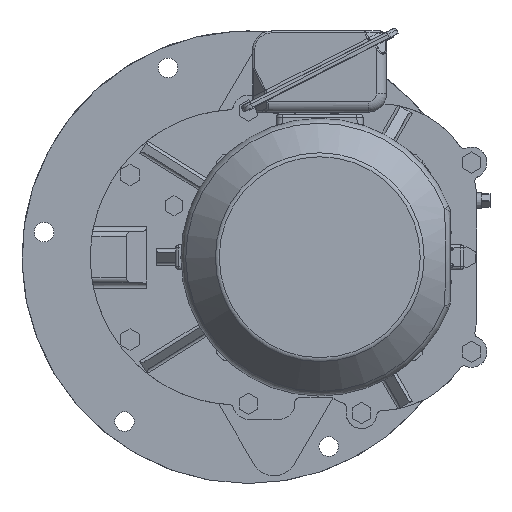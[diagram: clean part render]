
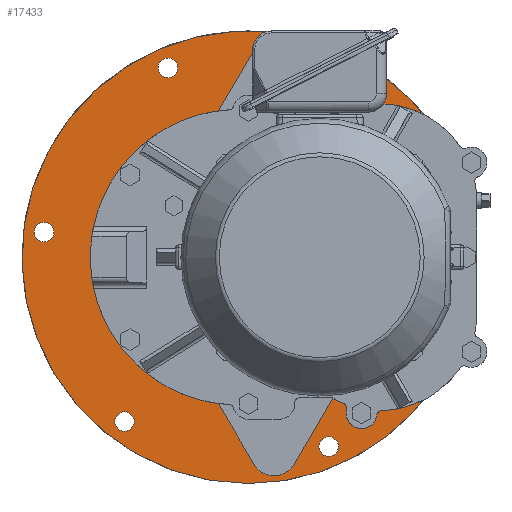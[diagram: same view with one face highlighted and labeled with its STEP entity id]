
A CAD part, left-side view. The second image highlights one B-rep face of the part: STEP entity #17433.
In plain terms, the highlighted planar face has unit normal (-1, 0, 0).
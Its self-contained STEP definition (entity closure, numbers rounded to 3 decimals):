
#3107 = CARTESIAN_POINT ( 'NONE',  ( -24., 198.509, 33.874 ) ) ;
#3741 = AXIS2_PLACEMENT_3D ( 'NONE', #93255, #55384, #110937 ) ;
#4703 = DIRECTION ( 'NONE',  ( 0., 0., 1. ) ) ;
#5169 = CARTESIAN_POINT ( 'NONE',  ( -24., 0., 139.5 ) ) ;
#5382 = CARTESIAN_POINT ( 'NONE',  ( -24., -127.93, 54.869 ) ) ;
#8879 = FACE_OUTER_BOUND ( 'NONE', #9594, .T. ) ;
#9486 = FACE_BOUND ( 'NONE', #32259, .T. ) ;
#9594 = EDGE_LOOP ( 'NONE', ( #91639, #90214, #70312, #65563, #20719, #100518, #33849, #82259 ) ) ;
#9741 = DIRECTION ( 'NONE',  ( 0., 0., -1. ) ) ;
#10177 = EDGE_CURVE ( 'NONE', #69610, #24038, #45981, .T. ) ;
#10480 = VERTEX_POINT ( 'NONE', #3107 ) ;
#10705 = PLANE ( 'NONE',  #33930 ) ;
#11303 = CARTESIAN_POINT ( 'NONE',  ( -24., 0., 0. ) ) ;
#11446 = EDGE_CURVE ( 'NONE', #63508, #63508, #54735, .T. ) ;
#14407 = CARTESIAN_POINT ( 'NONE',  ( -24., -78.146, -184.101 ) ) ;
#14990 = DIRECTION ( 'NONE',  ( 0., 0., 1. ) ) ;
#15510 = DIRECTION ( 'NONE',  ( 0., -1., 0. ) ) ;
#16242 = AXIS2_PLACEMENT_3D ( 'NONE', #11303, #20448, #39354 ) ;
#16954 = DIRECTION ( 'NONE',  ( 1., 0., 0. ) ) ;
#17370 = EDGE_CURVE ( 'NONE', #69174, #24038, #18258, .T. ) ;
#17433 = ADVANCED_FACE ( 'NONE', ( #9486, #93085, #64354, #101631, #111949, #92485, #8879 ), #10705, .T. ) ;
#17439 = DIRECTION ( 'NONE',  ( 0., 0.864, -0.503 ) ) ;
#17727 = CARTESIAN_POINT ( 'NONE',  ( -24., 10., 139.5 ) ) ;
#18258 = CIRCLE ( 'NONE', #16242, 220. ) ;
#18901 = CARTESIAN_POINT ( 'NONE',  ( -24., -103.815, 139.5 ) ) ;
#19017 = CARTESIAN_POINT ( 'NONE',  ( -24., -120.363, 169.227 ) ) ;
#20362 = DIRECTION ( 'NONE',  ( 1., 0., 0. ) ) ;
#20448 = DIRECTION ( 'NONE',  ( 1., 0., 0. ) ) ;
#20719 = ORIENTED_EDGE ( 'NONE', *, *, #33151, .T. ) ;
#21541 = EDGE_CURVE ( 'NONE', #63711, #69610, #117964, .T. ) ;
#21762 = AXIS2_PLACEMENT_3D ( 'NONE', #98898, #50730, #89765 ) ;
#22596 = LINE ( 'NONE', #50646, #115278 ) ;
#24038 = VERTEX_POINT ( 'NONE', #76776 ) ;
#24756 = CARTESIAN_POINT ( 'NONE',  ( -24., 10., -139.5 ) ) ;
#25908 = VERTEX_POINT ( 'NONE', #90447 ) ;
#28169 = AXIS2_PLACEMENT_3D ( 'NONE', #77926, #39526, #4703 ) ;
#29406 = CARTESIAN_POINT ( 'NONE',  ( -24., 198.509, 24.374 ) ) ;
#32259 = EDGE_LOOP ( 'NONE', ( #59015 ) ) ;
#33151 = EDGE_CURVE ( 'NONE', #25908, #98535, #22596, .T. ) ;
#33638 = VERTEX_POINT ( 'NONE', #45567 ) ;
#33849 = ORIENTED_EDGE ( 'NONE', *, *, #21541, .T. ) ;
#33930 = AXIS2_PLACEMENT_3D ( 'NONE', #66169, #113155, #120503 ) ;
#34136 = DIRECTION ( 'NONE',  ( 0., 1., 0. ) ) ;
#37425 = EDGE_LOOP ( 'NONE', ( #66881 ) ) ;
#39354 = DIRECTION ( 'NONE',  ( 0., 0., -1. ) ) ;
#39526 = DIRECTION ( 'NONE',  ( -1., 0., 0. ) ) ;
#39724 = VERTEX_POINT ( 'NONE', #47657 ) ;
#39965 = DIRECTION ( 'NONE',  ( -1., 0., 0. ) ) ;
#42179 = VECTOR ( 'NONE', #9741, 1000. ) ;
#44283 = CARTESIAN_POINT ( 'NONE',  ( -24., -43.509, -139.093 ) ) ;
#45014 = AXIS2_PLACEMENT_3D ( 'NONE', #86346, #39965, #77163 ) ;
#45393 = EDGE_CURVE ( 'NONE', #55586, #55586, #82200, .T. ) ;
#45567 = CARTESIAN_POINT ( 'NONE',  ( -24., -173., -63.725 ) ) ;
#45981 = CIRCLE ( 'NONE', #116150, 88. ) ;
#47657 = CARTESIAN_POINT ( 'NONE',  ( -24., -78.146, -174.601 ) ) ;
#50646 = CARTESIAN_POINT ( 'NONE',  ( -24., 10., -139.5 ) ) ;
#50730 = DIRECTION ( 'NONE',  ( -1., 0., 0. ) ) ;
#53005 = CIRCLE ( 'NONE', #109557, 139.5 ) ;
#53030 = CARTESIAN_POINT ( 'NONE',  ( -24., -173., -20.714 ) ) ;
#53999 = ORIENTED_EDGE ( 'NONE', *, *, #11446, .F. ) ;
#54735 = CIRCLE ( 'NONE', #45014, 9.5 ) ;
#55384 = DIRECTION ( 'NONE',  ( -1., 0., 0. ) ) ;
#55586 = VERTEX_POINT ( 'NONE', #19017 ) ;
#58423 = EDGE_CURVE ( 'NONE', #103206, #103206, #114760, .T. ) ;
#58479 = ORIENTED_EDGE ( 'NONE', *, *, #116704, .F. ) ;
#59015 = ORIENTED_EDGE ( 'NONE', *, *, #58423, .F. ) ;
#59177 = CARTESIAN_POINT ( 'NONE',  ( -24., 78.146, 193.601 ) ) ;
#59696 = CIRCLE ( 'NONE', #102638, 9.5 ) ;
#61906 = DIRECTION ( 'NONE',  ( -1., 0., 0. ) ) ;
#62483 = EDGE_CURVE ( 'NONE', #76123, #33638, #75587, .T. ) ;
#62879 = EDGE_CURVE ( 'NONE', #39724, #39724, #65538, .T. ) ;
#63508 = VERTEX_POINT ( 'NONE', #102008 ) ;
#63711 = VERTEX_POINT ( 'NONE', #17727 ) ;
#64354 = FACE_BOUND ( 'NONE', #120602, .T. ) ;
#65538 = CIRCLE ( 'NONE', #112350, 9.5 ) ;
#65563 = ORIENTED_EDGE ( 'NONE', *, *, #67839, .T. ) ;
#65936 = CARTESIAN_POINT ( 'NONE',  ( -24., 120.363, -150.227 ) ) ;
#66169 = CARTESIAN_POINT ( 'NONE',  ( -24., 0., 0. ) ) ;
#66587 = DIRECTION ( 'NONE',  ( 0., 0., 1. ) ) ;
#66881 = ORIENTED_EDGE ( 'NONE', *, *, #62879, .F. ) ;
#67839 = EDGE_CURVE ( 'NONE', #33638, #25908, #90670, .T. ) ;
#69174 = VERTEX_POINT ( 'NONE', #116088 ) ;
#69610 = VERTEX_POINT ( 'NONE', #18901 ) ;
#69781 = EDGE_CURVE ( 'NONE', #69174, #76123, #89611, .T. ) ;
#70312 = ORIENTED_EDGE ( 'NONE', *, *, #62483, .T. ) ;
#74932 = CARTESIAN_POINT ( 'NONE',  ( -24., -127.93, 54.869 ) ) ;
#75587 = LINE ( 'NONE', #93345, #42179 ) ;
#76123 = VERTEX_POINT ( 'NONE', #53030 ) ;
#76776 = CARTESIAN_POINT ( 'NONE',  ( -24., -180.987, 125.075 ) ) ;
#77163 = DIRECTION ( 'NONE',  ( 0., 0., 1. ) ) ;
#77926 = CARTESIAN_POINT ( 'NONE',  ( -24., 78.146, 184.101 ) ) ;
#82200 = CIRCLE ( 'NONE', #21762, 9.5 ) ;
#82259 = ORIENTED_EDGE ( 'NONE', *, *, #10177, .T. ) ;
#84568 = EDGE_LOOP ( 'NONE', ( #119951 ) ) ;
#85328 = DIRECTION ( 'NONE',  ( 0., 0., 1. ) ) ;
#86346 = CARTESIAN_POINT ( 'NONE',  ( -24., -198.509, -24.374 ) ) ;
#87700 = AXIS2_PLACEMENT_3D ( 'NONE', #5382, #16954, #89585 ) ;
#89585 = DIRECTION ( 'NONE',  ( 0., 0., 1. ) ) ;
#89611 = CIRCLE ( 'NONE', #87700, 88. ) ;
#89765 = DIRECTION ( 'NONE',  ( 0., 0., 1. ) ) ;
#90214 = ORIENTED_EDGE ( 'NONE', *, *, #69781, .T. ) ;
#90447 = CARTESIAN_POINT ( 'NONE',  ( -24., -42.809, -139.5 ) ) ;
#90670 = LINE ( 'NONE', #44283, #110759 ) ;
#91639 = ORIENTED_EDGE ( 'NONE', *, *, #17370, .F. ) ;
#92485 = FACE_BOUND ( 'NONE', #84568, .T. ) ;
#93085 = FACE_BOUND ( 'NONE', #37425, .T. ) ;
#93255 = CARTESIAN_POINT ( 'NONE',  ( -24., 120.363, -159.727 ) ) ;
#93345 = CARTESIAN_POINT ( 'NONE',  ( -24., -173., -62. ) ) ;
#94057 = VERTEX_POINT ( 'NONE', #59177 ) ;
#94200 = CARTESIAN_POINT ( 'NONE',  ( -24., 10., 0. ) ) ;
#94499 = DIRECTION ( 'NONE',  ( 1., 0., 0. ) ) ;
#94709 = DIRECTION ( 'NONE',  ( -1., 0., 0. ) ) ;
#94804 = DIRECTION ( 'NONE',  ( 0., 0., 1. ) ) ;
#96829 = EDGE_CURVE ( 'NONE', #98535, #63711, #53005, .T. ) ;
#98535 = VERTEX_POINT ( 'NONE', #24756 ) ;
#98898 = CARTESIAN_POINT ( 'NONE',  ( -24., -120.363, 159.727 ) ) ;
#100518 = ORIENTED_EDGE ( 'NONE', *, *, #96829, .T. ) ;
#101631 = FACE_BOUND ( 'NONE', #119248, .T. ) ;
#102008 = CARTESIAN_POINT ( 'NONE',  ( -24., -198.509, -14.874 ) ) ;
#102638 = AXIS2_PLACEMENT_3D ( 'NONE', #29406, #94709, #66587 ) ;
#103206 = VERTEX_POINT ( 'NONE', #65936 ) ;
#105007 = ORIENTED_EDGE ( 'NONE', *, *, #45393, .F. ) ;
#107080 = EDGE_LOOP ( 'NONE', ( #58479 ) ) ;
#109557 = AXIS2_PLACEMENT_3D ( 'NONE', #94200, #20362, #94804 ) ;
#110017 = CIRCLE ( 'NONE', #28169, 9.5 ) ;
#110759 = VECTOR ( 'NONE', #17439, 1000. ) ;
#110937 = DIRECTION ( 'NONE',  ( 0., 0., 1. ) ) ;
#111220 = EDGE_CURVE ( 'NONE', #94057, #94057, #110017, .T. ) ;
#111949 = FACE_BOUND ( 'NONE', #107080, .T. ) ;
#112350 = AXIS2_PLACEMENT_3D ( 'NONE', #14407, #61906, #14990 ) ;
#112381 = VECTOR ( 'NONE', #15510, 1000. ) ;
#113155 = DIRECTION ( 'NONE',  ( -1., 0., 0. ) ) ;
#114760 = CIRCLE ( 'NONE', #3741, 9.5 ) ;
#115278 = VECTOR ( 'NONE', #34136, 1000. ) ;
#116088 = CARTESIAN_POINT ( 'NONE',  ( -24., -215.366, 44.918 ) ) ;
#116150 = AXIS2_PLACEMENT_3D ( 'NONE', #74932, #94499, #85328 ) ;
#116704 = EDGE_CURVE ( 'NONE', #10480, #10480, #59696, .T. ) ;
#117964 = LINE ( 'NONE', #5169, #112381 ) ;
#119248 = EDGE_LOOP ( 'NONE', ( #105007 ) ) ;
#119951 = ORIENTED_EDGE ( 'NONE', *, *, #111220, .F. ) ;
#120503 = DIRECTION ( 'NONE',  ( 0., 0., 1. ) ) ;
#120602 = EDGE_LOOP ( 'NONE', ( #53999 ) ) ;
